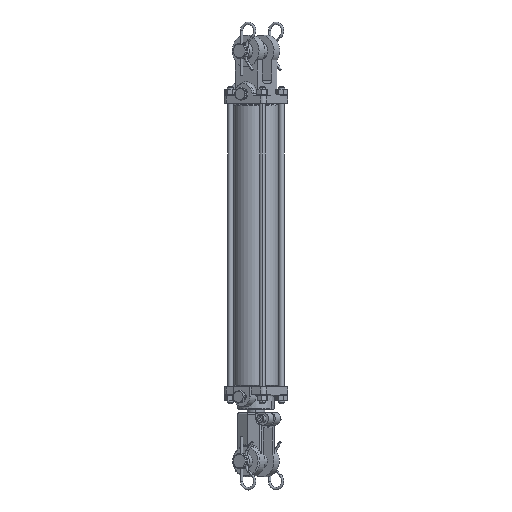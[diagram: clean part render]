
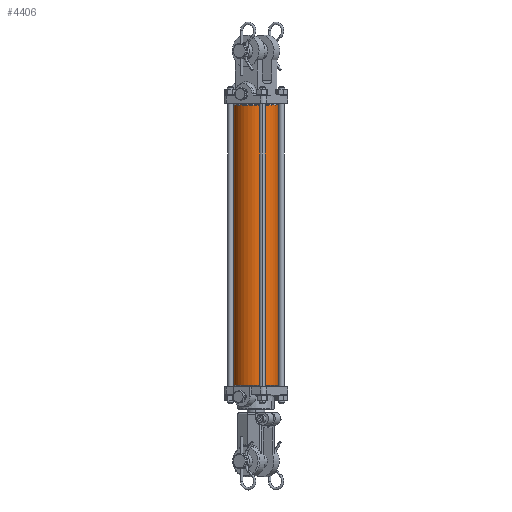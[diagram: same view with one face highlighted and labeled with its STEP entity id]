
A CAD part, front view. The second image highlights one B-rep face of the part: STEP entity #4406.
In plain terms, the highlighted cylindrical face has radius 36.5 mm (diameter 73 mm), a partial arc.
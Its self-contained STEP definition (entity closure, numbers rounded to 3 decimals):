
#34 = DIRECTION ( 'NONE',  ( 0., 0., -1. ) ) ;
#35 = EDGE_CURVE ( 'NONE', #10530, #13757, #14230, .T. ) ;
#870 = ORIENTED_EDGE ( 'NONE', *, *, #2622, .T. ) ;
#1876 = CARTESIAN_POINT ( 'NONE',  ( 36.5, 0., 456.5 ) ) ;
#2161 = VECTOR ( 'NONE', #12626, 1000. ) ;
#2523 = LINE ( 'NONE', #13717, #2161 ) ;
#2622 = EDGE_CURVE ( 'NONE', #4546, #13946, #3211, .T. ) ;
#3211 = CIRCLE ( 'NONE', #11620, 36.5 ) ;
#3450 = CARTESIAN_POINT ( 'NONE',  ( 0., 0., 457.5 ) ) ;
#3480 = EDGE_LOOP ( 'NONE', ( #14674, #11477, #9723, #870 ) ) ;
#3564 = CARTESIAN_POINT ( 'NONE',  ( 0., 0., 1. ) ) ;
#3982 = DIRECTION ( 'NONE',  ( 1., 0., 0. ) ) ;
#4085 = CARTESIAN_POINT ( 'NONE',  ( 0., 0., 456.5 ) ) ;
#4406 = ADVANCED_FACE ( 'NONE', ( #10847 ), #13818, .T. ) ;
#4546 = VERTEX_POINT ( 'NONE', #13133 ) ;
#5772 = DIRECTION ( 'NONE',  ( 0., 0., 1. ) ) ;
#6398 = CARTESIAN_POINT ( 'NONE',  ( 36.5, 0., 457.5 ) ) ;
#6445 = DIRECTION ( 'NONE',  ( 0., 0., -1. ) ) ;
#6846 = CARTESIAN_POINT ( 'NONE',  ( 36.5, 0., 1. ) ) ;
#6893 = DIRECTION ( 'NONE',  ( 1., 0., 0. ) ) ;
#7213 = EDGE_CURVE ( 'NONE', #13757, #4546, #2523, .T. ) ;
#7265 = AXIS2_PLACEMENT_3D ( 'NONE', #4085, #9826, #3982 ) ;
#7433 = CARTESIAN_POINT ( 'NONE',  ( -36.5, 0., 456.5 ) ) ;
#8195 = DIRECTION ( 'NONE',  ( -1., 0., 0. ) ) ;
#9712 = LINE ( 'NONE', #6398, #15219 ) ;
#9723 = ORIENTED_EDGE ( 'NONE', *, *, #7213, .T. ) ;
#9826 = DIRECTION ( 'NONE',  ( 0., 0., -1. ) ) ;
#10104 = AXIS2_PLACEMENT_3D ( 'NONE', #3450, #34, #8195 ) ;
#10530 = VERTEX_POINT ( 'NONE', #1876 ) ;
#10847 = FACE_OUTER_BOUND ( 'NONE', #3480, .T. ) ;
#11477 = ORIENTED_EDGE ( 'NONE', *, *, #35, .T. ) ;
#11620 = AXIS2_PLACEMENT_3D ( 'NONE', #3564, #5772, #6893 ) ;
#12626 = DIRECTION ( 'NONE',  ( 0., 0., -1. ) ) ;
#13133 = CARTESIAN_POINT ( 'NONE',  ( -36.5, 0., 1. ) ) ;
#13440 = EDGE_CURVE ( 'NONE', #10530, #13946, #9712, .T. ) ;
#13717 = CARTESIAN_POINT ( 'NONE',  ( -36.5, 0., 457.5 ) ) ;
#13757 = VERTEX_POINT ( 'NONE', #7433 ) ;
#13818 = CYLINDRICAL_SURFACE ( 'NONE', #10104, 36.5 ) ;
#13946 = VERTEX_POINT ( 'NONE', #6846 ) ;
#14230 = CIRCLE ( 'NONE', #7265, 36.5 ) ;
#14674 = ORIENTED_EDGE ( 'NONE', *, *, #13440, .F. ) ;
#15219 = VECTOR ( 'NONE', #6445, 1000. ) ;
